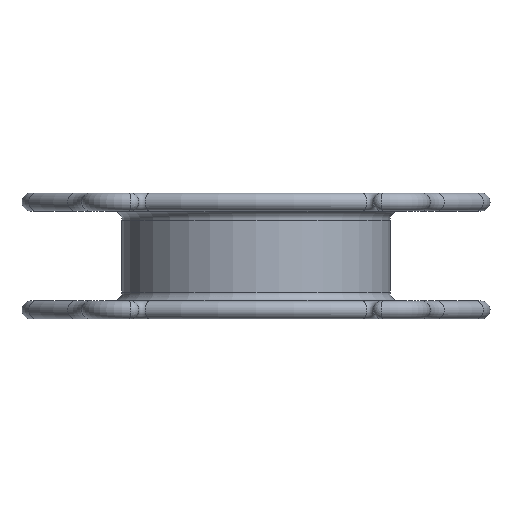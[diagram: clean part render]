
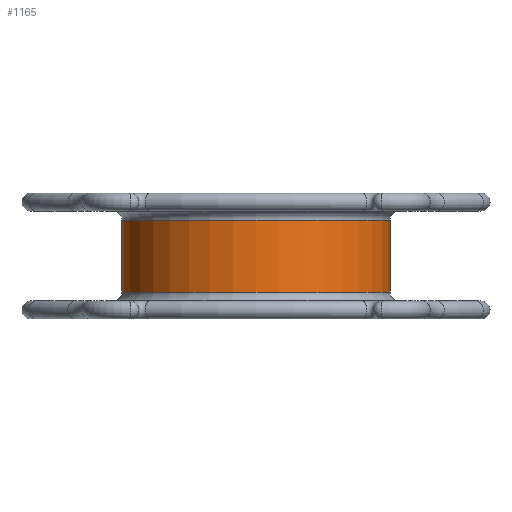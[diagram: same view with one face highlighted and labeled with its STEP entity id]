
A CAD part, left-side view. The second image highlights one B-rep face of the part: STEP entity #1165.
In plain terms, the highlighted cylindrical face has radius 7.45 mm (diameter 14.9 mm), a full revolution.
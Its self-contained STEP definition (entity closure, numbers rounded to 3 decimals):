
#38=LINE('',#2065,#64);
#64=VECTOR('',#1558,7.45);
#84=CYLINDRICAL_SURFACE('',#1272,7.45);
#101=FACE_OUTER_BOUND('',#176,.T.);
#176=EDGE_LOOP('',(#773,#774,#775,#776));
#277=CIRCLE('',#1269,7.45);
#280=CIRCLE('',#1273,7.45);
#448=VERTEX_POINT('',#2058);
#450=VERTEX_POINT('',#2064);
#572=EDGE_CURVE('',#448,#448,#277,.T.);
#575=EDGE_CURVE('',#448,#450,#38,.T.);
#576=EDGE_CURVE('',#450,#450,#280,.T.);
#773=ORIENTED_EDGE('',*,*,#572,.F.);
#774=ORIENTED_EDGE('',*,*,#575,.T.);
#775=ORIENTED_EDGE('',*,*,#576,.F.);
#776=ORIENTED_EDGE('',*,*,#575,.F.);
#1165=ADVANCED_FACE('',(#101),#84,.T.);
#1269=AXIS2_PLACEMENT_3D('',#2059,#1550,#1551);
#1272=AXIS2_PLACEMENT_3D('',#2063,#1556,#1557);
#1273=AXIS2_PLACEMENT_3D('',#2066,#1559,#1560);
#1550=DIRECTION('center_axis',(0.,0.,1.));
#1551=DIRECTION('ref_axis',(1.,0.,0.));
#1556=DIRECTION('center_axis',(0.,0.,1.));
#1557=DIRECTION('ref_axis',(1.,0.,0.));
#1558=DIRECTION('',(0.,0.,-1.));
#1559=DIRECTION('center_axis',(0.,0.,-1.));
#1560=DIRECTION('ref_axis',(1.,0.,0.));
#2058=CARTESIAN_POINT('',(12.,6.4,32.9));
#2059=CARTESIAN_POINT('Origin',(19.45,6.4,32.9));
#2063=CARTESIAN_POINT('Origin',(19.45,6.4,5.6));
#2064=CARTESIAN_POINT('',(12.,6.4,28.9));
#2065=CARTESIAN_POINT('',(12.,6.4,5.6));
#2066=CARTESIAN_POINT('Origin',(19.45,6.4,28.9));
